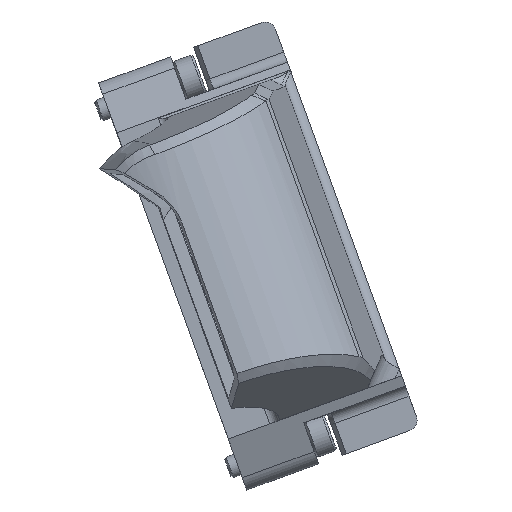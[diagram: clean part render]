
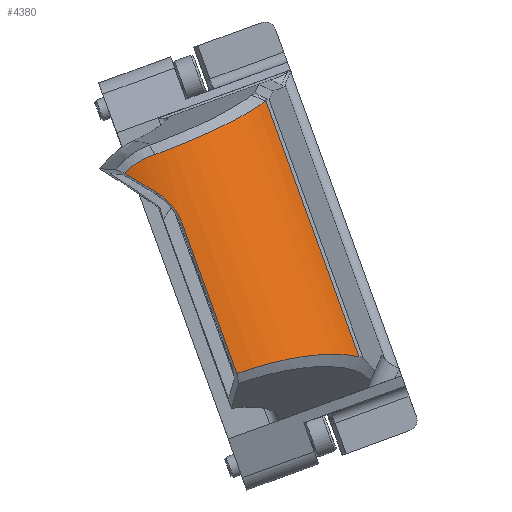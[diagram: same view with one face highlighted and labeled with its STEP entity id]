
A CAD part, top view. The second image highlights one B-rep face of the part: STEP entity #4380.
In plain terms, the highlighted cylindrical face has radius 12.827 mm (diameter 25.654 mm), a partial arc.
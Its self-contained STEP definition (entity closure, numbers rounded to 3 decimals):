
#80=B_SPLINE_CURVE_WITH_KNOTS('',3,(#6422,#6423,#6424,#6425,#6426,#6427,
#6428,#6429),.UNSPECIFIED.,.F.,.F.,(4,2,2,4),(1.963,2.126,
2.289,2.309),.UNSPECIFIED.);
#112=B_SPLINE_CURVE_WITH_KNOTS('',3,(#7255,#7256,#7257,#7258,#7259,#7260,
#7261,#7262,#7263,#7264),.UNSPECIFIED.,.F.,.F.,(4,2,2,2,4),(-0.335,
-0.293,-0.251,-0.168,0.),
 .UNSPECIFIED.);
#114=B_SPLINE_CURVE_WITH_KNOTS('',3,(#7304,#7305,#7306,#7307,#7308,#7309,
#7310,#7311,#7312,#7313,#7314,#7315,#7316,#7317),.UNSPECIFIED.,.F.,.F.,
(4,2,2,2,2,2,4),(-1.409,-1.233,-1.057,-0.705,
-0.352,-0.176,0.),
 .UNSPECIFIED.);
#116=B_SPLINE_CURVE_WITH_KNOTS('',3,(#7327,#7328,#7329,#7330),
 .UNSPECIFIED.,.F.,.F.,(4,4),(0.,0.),.UNSPECIFIED.);
#117=B_SPLINE_CURVE_WITH_KNOTS('',3,(#7345,#7346,#7347,#7348,#7349,#7350,
#7351,#7352,#7353,#7354,#7355,#7356,#7357,#7358),.UNSPECIFIED.,.F.,.F.,
(4,2,2,2,2,2,4),(-1.416,-1.24,-1.063,-0.707,
-0.356,-0.179,0.),
 .UNSPECIFIED.);
#183=ELLIPSE('',#4725,21.087,12.827);
#469=FACE_OUTER_BOUND('',#708,.T.);
#708=EDGE_LOOP('',(#3594,#3595,#3596,#3597,#3598,#3599,#3600,#3601));
#974=LINE('',#6462,#1446);
#1142=LINE('',#7359,#1614);
#1446=VECTOR('',#5171,1000.);
#1614=VECTOR('',#5575,1000.);
#1989=VERTEX_POINT('',#6419);
#1990=VERTEX_POINT('',#6421);
#1999=VERTEX_POINT('',#6460);
#2153=VERTEX_POINT('',#7233);
#2154=VERTEX_POINT('',#7254);
#2155=VERTEX_POINT('',#7303);
#2156=VERTEX_POINT('',#7325);
#2159=VERTEX_POINT('',#7344);
#2425=EDGE_CURVE('',#1989,#1990,#80,.T.);
#2438=EDGE_CURVE('',#1999,#1989,#974,.T.);
#2674=EDGE_CURVE('',#1990,#2153,#183,.T.);
#2677=EDGE_CURVE('',#2154,#2153,#112,.T.);
#2679=EDGE_CURVE('',#2155,#2154,#114,.T.);
#2682=EDGE_CURVE('',#2156,#2155,#116,.T.);
#2689=EDGE_CURVE('',#1999,#2159,#117,.T.);
#2690=EDGE_CURVE('',#2159,#2156,#1142,.T.);
#3594=ORIENTED_EDGE('',*,*,#2438,.F.);
#3595=ORIENTED_EDGE('',*,*,#2689,.T.);
#3596=ORIENTED_EDGE('',*,*,#2690,.T.);
#3597=ORIENTED_EDGE('',*,*,#2682,.T.);
#3598=ORIENTED_EDGE('',*,*,#2679,.T.);
#3599=ORIENTED_EDGE('',*,*,#2677,.T.);
#3600=ORIENTED_EDGE('',*,*,#2674,.F.);
#3601=ORIENTED_EDGE('',*,*,#2425,.F.);
#4260=CYLINDRICAL_SURFACE('',#4735,12.827);
#4380=ADVANCED_FACE('',(#469),#4260,.T.);
#4725=AXIS2_PLACEMENT_3D('',#7234,#5549,#5550);
#4735=AXIS2_PLACEMENT_3D('',#7343,#5573,#5574);
#5171=DIRECTION('',(-0.342,0.94,0.));
#5549=DIRECTION('center_axis',(-0.518,-0.836,0.182));
#5550=DIRECTION('ref_axis',(-0.828,0.543,0.139));
#5573=DIRECTION('center_axis',(-0.342,0.94,0.));
#5574=DIRECTION('ref_axis',(0.94,0.342,0.));
#5575=DIRECTION('',(-0.342,0.94,0.));
#6419=CARTESIAN_POINT('',(377.871,14.323,28.945));
#6421=CARTESIAN_POINT('',(375.611,17.08,28.93));
#6422=CARTESIAN_POINT('Ctrl Pts',(377.871,14.323,28.945));
#6423=CARTESIAN_POINT('Ctrl Pts',(377.685,14.833,28.945));
#6424=CARTESIAN_POINT('Ctrl Pts',(377.402,15.353,28.949));
#6425=CARTESIAN_POINT('Ctrl Pts',(376.68,16.27,28.953));
#6426=CARTESIAN_POINT('Ctrl Pts',(376.239,16.667,28.953));
#6427=CARTESIAN_POINT('Ctrl Pts',(375.73,17.005,28.935));
#6428=CARTESIAN_POINT('Ctrl Pts',(375.671,17.043,28.933));
#6429=CARTESIAN_POINT('Ctrl Pts',(375.611,17.08,28.93));
#6460=CARTESIAN_POINT('',(382.911,0.475,28.945));
#6462=CARTESIAN_POINT('',(384.747,-4.57,28.945));
#7233=CARTESIAN_POINT('',(372.522,18.92,28.591));
#7234=CARTESIAN_POINT('Origin',(377.947,12.845,16.125));
#7254=CARTESIAN_POINT('',(375.35,20.638,28.95));
#7255=CARTESIAN_POINT('Ctrl Pts',(375.35,20.638,28.95));
#7256=CARTESIAN_POINT('Ctrl Pts',(375.215,20.596,28.952));
#7257=CARTESIAN_POINT('Ctrl Pts',(375.083,20.55,28.953));
#7258=CARTESIAN_POINT('Ctrl Pts',(374.821,20.449,28.948));
#7259=CARTESIAN_POINT('Ctrl Pts',(374.692,20.394,28.944));
#7260=CARTESIAN_POINT('Ctrl Pts',(374.311,20.218,28.924));
#7261=CARTESIAN_POINT('Ctrl Pts',(374.064,20.086,28.901));
#7262=CARTESIAN_POINT('Ctrl Pts',(373.352,19.65,28.808));
#7263=CARTESIAN_POINT('Ctrl Pts',(372.909,19.304,28.711));
#7264=CARTESIAN_POINT('Ctrl Pts',(372.522,18.92,28.591));
#7303=CARTESIAN_POINT('',(385.543,25.581,21.818));
#7304=CARTESIAN_POINT('Ctrl Pts',(385.543,25.581,21.818));
#7305=CARTESIAN_POINT('Ctrl Pts',(385.33,25.413,22.34));
#7306=CARTESIAN_POINT('Ctrl Pts',(385.082,25.235,22.844));
#7307=CARTESIAN_POINT('Ctrl Pts',(384.52,24.864,23.809));
#7308=CARTESIAN_POINT('Ctrl Pts',(384.207,24.672,24.268));
#7309=CARTESIAN_POINT('Ctrl Pts',(383.181,24.074,25.568));
#7310=CARTESIAN_POINT('Ctrl Pts',(382.383,23.651,26.326));
#7311=CARTESIAN_POINT('Ctrl Pts',(380.595,22.783,27.581));
#7312=CARTESIAN_POINT('Ctrl Pts',(379.614,22.342,28.072));
#7313=CARTESIAN_POINT('Ctrl Pts',(378.058,21.687,28.579));
#7314=CARTESIAN_POINT('Ctrl Pts',(377.527,21.471,28.709));
#7315=CARTESIAN_POINT('Ctrl Pts',(376.447,21.047,28.889));
#7316=CARTESIAN_POINT('Ctrl Pts',(375.9,20.84,28.94));
#7317=CARTESIAN_POINT('Ctrl Pts',(375.35,20.638,28.95));
#7325=CARTESIAN_POINT('',(385.566,25.612,21.753));
#7327=CARTESIAN_POINT('Ctrl Pts',(385.566,25.612,21.753));
#7328=CARTESIAN_POINT('Ctrl Pts',(385.559,25.601,21.775));
#7329=CARTESIAN_POINT('Ctrl Pts',(385.551,25.591,21.797));
#7330=CARTESIAN_POINT('Ctrl Pts',(385.543,25.581,21.818));
#7343=CARTESIAN_POINT('Origin',(384.339,-4.718,16.125));
#7344=CARTESIAN_POINT('',(394.16,2.002,21.753));
#7345=CARTESIAN_POINT('Ctrl Pts',(382.911,0.475,28.945));
#7346=CARTESIAN_POINT('Ctrl Pts',(383.464,0.67,28.925));
#7347=CARTESIAN_POINT('Ctrl Pts',(384.02,0.851,28.865));
#7348=CARTESIAN_POINT('Ctrl Pts',(385.13,1.184,28.665));
#7349=CARTESIAN_POINT('Ctrl Pts',(385.682,1.335,28.526));
#7350=CARTESIAN_POINT('Ctrl Pts',(387.323,1.74,27.991));
#7351=CARTESIAN_POINT('Ctrl Pts',(388.38,1.945,27.482));
#7352=CARTESIAN_POINT('Ctrl Pts',(390.348,2.205,26.207));
#7353=CARTESIAN_POINT('Ctrl Pts',(391.249,2.262,25.451));
#7354=CARTESIAN_POINT('Ctrl Pts',(392.456,2.244,24.168));
#7355=CARTESIAN_POINT('Ctrl Pts',(392.836,2.22,23.714));
#7356=CARTESIAN_POINT('Ctrl Pts',(393.541,2.138,22.762));
#7357=CARTESIAN_POINT('Ctrl Pts',(393.866,2.078,22.265));
#7358=CARTESIAN_POINT('Ctrl Pts',(394.16,2.002,21.753));
#7359=CARTESIAN_POINT('',(395.171,-0.776,21.753));
